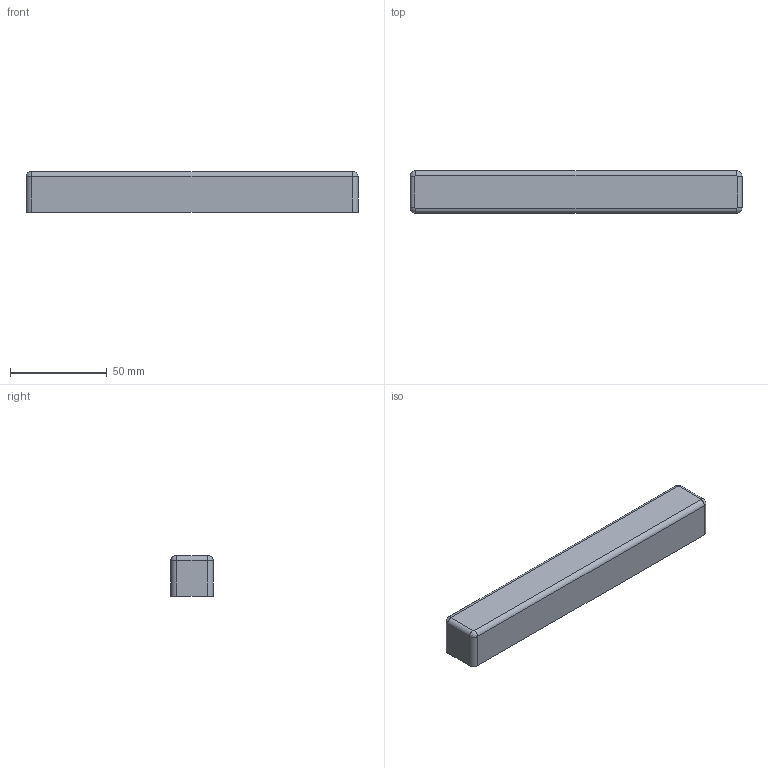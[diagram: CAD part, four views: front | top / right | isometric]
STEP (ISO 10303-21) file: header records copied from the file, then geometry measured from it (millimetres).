
FILE_DESCRIPTION(/* description */ (''),/* implementation_level */ '2;1');
FILE_NAME(/* name */ 'Bottom button mold.step',/* time_stamp */ '2023-02-11T23:40:24+03:00',/* author */ (''),/* organization */ (''),/* preprocessor_version */ 'ST-DEVELOPER v19.2',/* originating_system */ 'Autodesk Translation Framework v11.17.0.187',/* authorisation */ '');
FILE_SCHEMA (('AUTOMOTIVE_DESIGN { 1 0 10303 214 3 1 1 }'));
Length unit declared in the file: millimetre
Products named in the file (2): Bottom button mold case; Bottom button
Assembly tree (1 placements, depth 2):
  Bottom button mold case
    Bottom button
Bounding box: 172 x 22 x 21 mm (x, y, z)
Volume: 77654.4 mm3; surface area: 41921.4 mm2
Topology: 4 solids, 4 shells, 376 faces, 1033 edges, 668 vertices
Faces by surface type: cylinder 152, plane 117, torus 95, bspline 12
Full cylindrical faces by diameter (mm): 1 x8, 1.5 x1, 2 x1, 2.5 x1, 5 x1
Entity records: 12992 total; most frequent: CARTESIAN_POINT 3057, DIRECTION 2230, ORIENTED_EDGE 2050, EDGE_CURVE 1025, AXIS2_PLACEMENT_3D 882, VERTEX_POINT 668, CIRCLE 499, LINE 466
